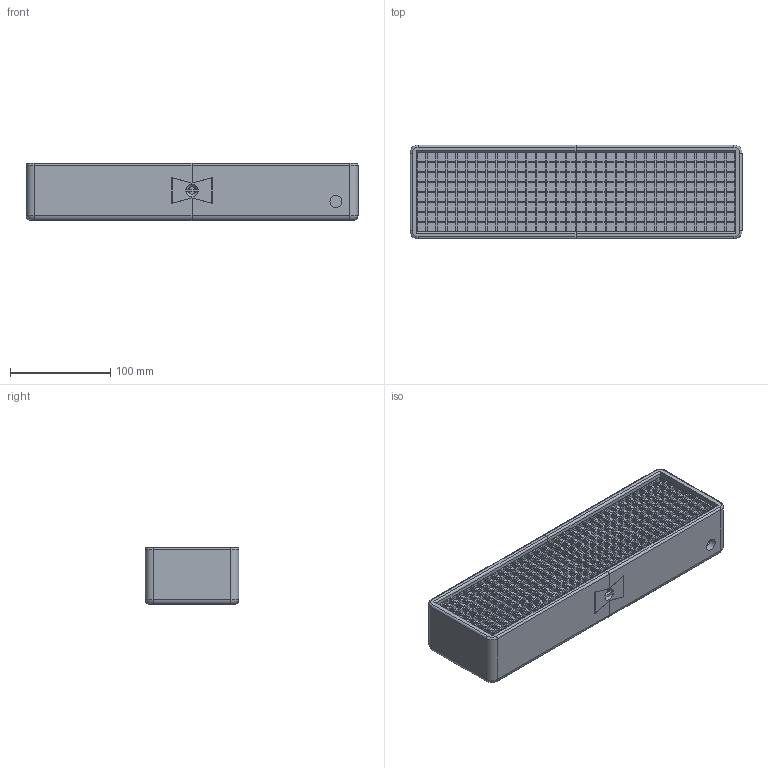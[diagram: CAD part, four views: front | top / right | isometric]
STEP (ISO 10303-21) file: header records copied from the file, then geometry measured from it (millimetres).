
FILE_DESCRIPTION(/* description */ (''),/* implementation_level */ '2;1');
FILE_NAME(/* name */ 'BG Display Matrix Case.step',/* time_stamp */ '2025-09-04T20:42:12-04:00',/* author */ (''),/* organization */ (''),/* preprocessor_version */ 'ST-DEVELOPER v20.1',/* originating_system */ 'Autodesk Translation Framework v14.10.0.0',/* authorisation */ '');
FILE_SCHEMA (('AUTOMOTIVE_DESIGN { 1 0 10303 214 3 1 1 }'));
Products named in the file (8): BG Display Matrix Case; Matrix; SupportPlate; Grid; Upper; Lower; Shell; Bowtie
Assembly tree (9 placements, depth 3):
  BG Display Matrix Case
    Matrix
    SupportPlate
    Grid
      Upper
      Lower
    Shell
    Bowtie  x3
Bounding box: 331 x 93.5 x 56.85 mm (x, y, z)
Volume: 672390.9 mm3; surface area: 348456.5 mm2
Topology: 12 solids, 12 shells, 2276 faces, 6695 edges, 4450 vertices
Faces by surface type: plane 2211, cylinder 43, sphere 8, cone 6, bspline 4, torus 4
Full cylindrical faces by diameter (mm): 12 x1, 22 x1, 28 x1
Entity records: 75710 total; most frequent: CARTESIAN_POINT 13350, ORIENTED_EDGE 13270, DIRECTION 11251, EDGE_CURVE 6635, LINE 6533, VECTOR 6533, VERTEX_POINT 4410, EDGE_LOOP 3279
